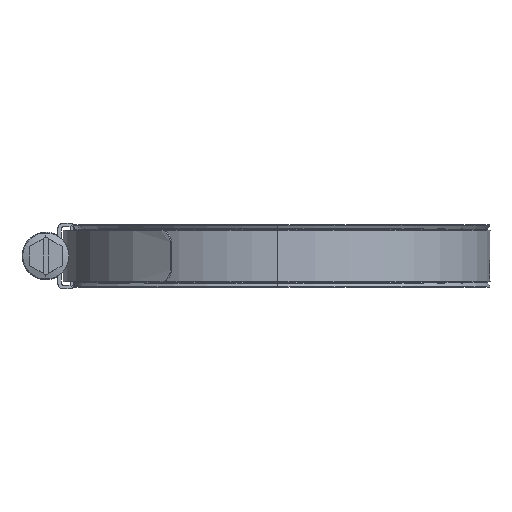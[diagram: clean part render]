
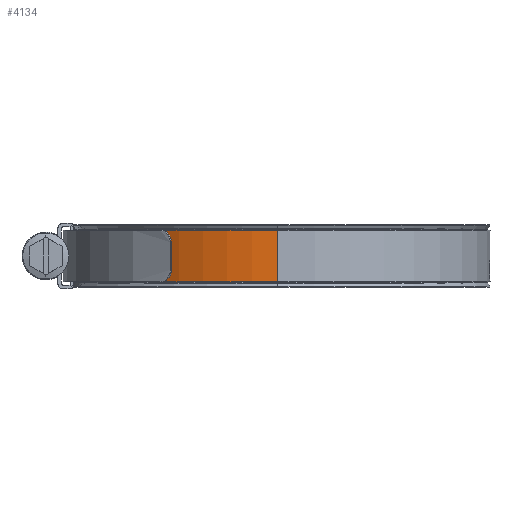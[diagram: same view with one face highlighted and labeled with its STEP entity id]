
A CAD part, left-side view. The second image highlights one B-rep face of the part: STEP entity #4134.
In plain terms, the highlighted cylindrical face has radius 52.03 mm (diameter 104.06 mm), a partial arc.
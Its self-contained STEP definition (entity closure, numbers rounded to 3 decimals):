
#443 = DIRECTION ( 'NONE',  ( -1., 0., 0. ) ) ;
#1287 = DIRECTION ( 'NONE',  ( 0., 0., -1. ) ) ;
#1574 = CYLINDRICAL_SURFACE ( 'NONE', #13103, 52.03 ) ;
#2289 = ORIENTED_EDGE ( 'NONE', *, *, #8234, .T. ) ;
#2416 = DIRECTION ( 'NONE',  ( 1., 0., 0. ) ) ;
#2453 = AXIS2_PLACEMENT_3D ( 'NONE', #4845, #9097, #3915 ) ;
#3509 = CARTESIAN_POINT ( 'NONE',  ( 0., 52.03, 6.35 ) ) ;
#3915 = DIRECTION ( 'NONE',  ( 1., 0., 0. ) ) ;
#4134 = ADVANCED_FACE ( 'NONE', ( #8758 ), #1574, .T. ) ;
#4355 = EDGE_CURVE ( 'NONE', #5524, #8026, #8468, .T. ) ;
#4770 = DIRECTION ( 'NONE',  ( 0., 0., -1. ) ) ;
#4845 = CARTESIAN_POINT ( 'NONE',  ( 0., 0., -6.35 ) ) ;
#5497 = DIRECTION ( 'NONE',  ( 0., 0., -1. ) ) ;
#5524 = VERTEX_POINT ( 'NONE', #9756 ) ;
#6512 = CARTESIAN_POINT ( 'NONE',  ( -52.03, 0., 6.35 ) ) ;
#6601 = ORIENTED_EDGE ( 'NONE', *, *, #7729, .F. ) ;
#6760 = VECTOR ( 'NONE', #5497, 1000. ) ;
#7137 = ORIENTED_EDGE ( 'NONE', *, *, #4355, .T. ) ;
#7239 = VERTEX_POINT ( 'NONE', #6512 ) ;
#7729 = EDGE_CURVE ( 'NONE', #12800, #7239, #12174, .T. ) ;
#8026 = VERTEX_POINT ( 'NONE', #12561 ) ;
#8234 = EDGE_CURVE ( 'NONE', #12800, #5524, #13037, .T. ) ;
#8284 = LINE ( 'NONE', #11483, #6760 ) ;
#8468 = CIRCLE ( 'NONE', #2453, 52.03 ) ;
#8484 = DIRECTION ( 'NONE',  ( 0., 0., 1. ) ) ;
#8758 = FACE_OUTER_BOUND ( 'NONE', #9019, .T. ) ;
#8855 = VECTOR ( 'NONE', #4770, 1000. ) ;
#8946 = CARTESIAN_POINT ( 'NONE',  ( 0., 52.03, 6.35 ) ) ;
#9019 = EDGE_LOOP ( 'NONE', ( #12298, #6601, #2289, #7137 ) ) ;
#9097 = DIRECTION ( 'NONE',  ( 0., 0., 1. ) ) ;
#9292 = AXIS2_PLACEMENT_3D ( 'NONE', #11963, #8484, #2416 ) ;
#9756 = CARTESIAN_POINT ( 'NONE',  ( 0., 52.03, -6.35 ) ) ;
#11483 = CARTESIAN_POINT ( 'NONE',  ( -52.03, 0., 6.35 ) ) ;
#11963 = CARTESIAN_POINT ( 'NONE',  ( 0., 0., 6.35 ) ) ;
#12156 = CARTESIAN_POINT ( 'NONE',  ( 0., 0., 6.35 ) ) ;
#12174 = CIRCLE ( 'NONE', #9292, 52.03 ) ;
#12298 = ORIENTED_EDGE ( 'NONE', *, *, #12689, .F. ) ;
#12561 = CARTESIAN_POINT ( 'NONE',  ( -52.03, 0., -6.35 ) ) ;
#12689 = EDGE_CURVE ( 'NONE', #7239, #8026, #8284, .T. ) ;
#12800 = VERTEX_POINT ( 'NONE', #8946 ) ;
#13037 = LINE ( 'NONE', #3509, #8855 ) ;
#13103 = AXIS2_PLACEMENT_3D ( 'NONE', #12156, #1287, #443 ) ;
